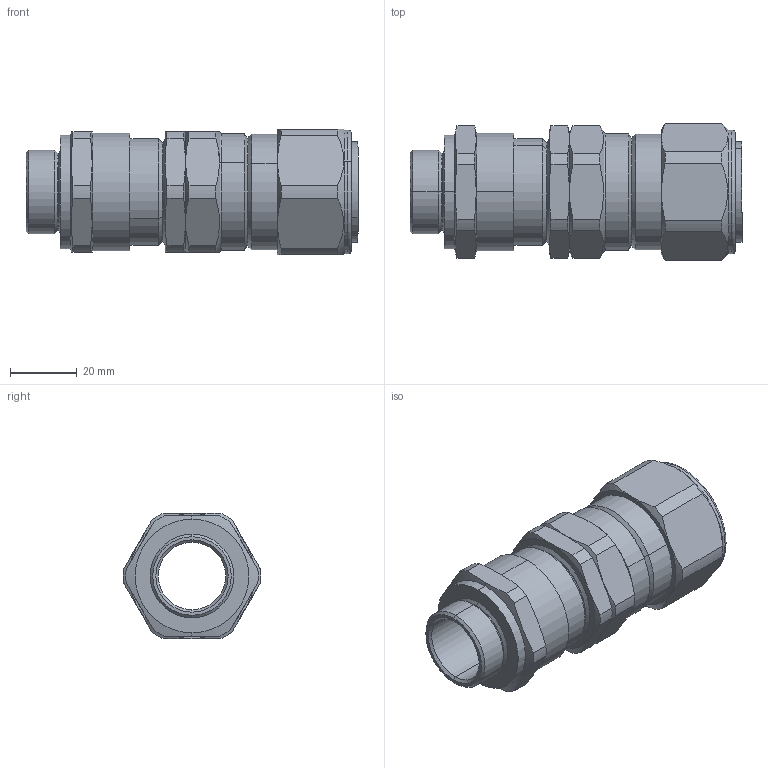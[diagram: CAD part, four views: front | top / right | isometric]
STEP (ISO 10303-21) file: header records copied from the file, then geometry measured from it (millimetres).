
FILE_DESCRIPTION (( 'STEP AP203' ), '1' );
FILE_NAME ('25SE%1RA Industrial.STEP', '2021-04-21T10:29:01', ( '' ), ( '' ), 'SwSTEP 2.0', 'SolidWorks 2017', '' );
FILE_SCHEMA (( 'CONFIG_CONTROL_DESIGN' ));
Length unit declared in the file: millimetre
Products named in the file (1): 25SE%1RA Industrial
Bounding box: 99.3 x 41.23 x 37.5 mm (x, y, z)
Volume: 50976.4 mm3; surface area: 21530.7 mm2
Topology: 1 solids, 1 shells, 142 faces, 336 edges, 206 vertices
Faces by surface type: cone 50, cylinder 50, plane 36, torus 6
Entity records: 4527 total; most frequent: CARTESIAN_POINT 1201, DIRECTION 700, ORIENTED_EDGE 672, EDGE_CURVE 336, AXIS2_PLACEMENT_3D 297, VERTEX_POINT 206, EDGE_LOOP 154, CIRCLE 154
